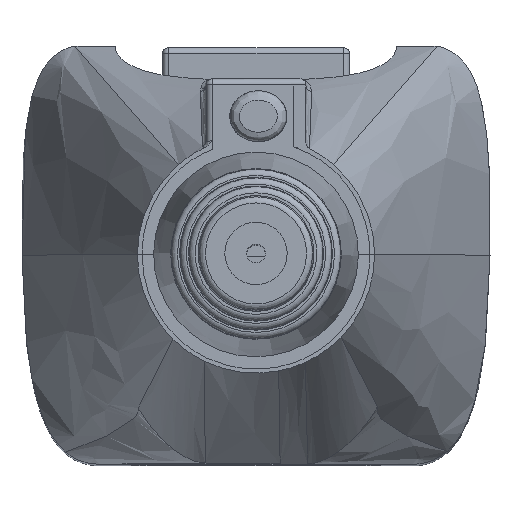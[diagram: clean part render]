
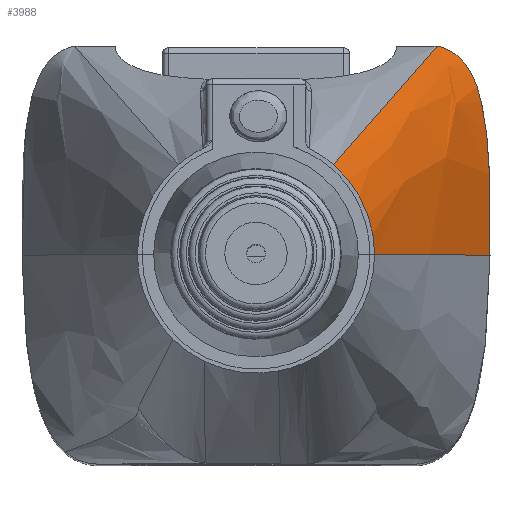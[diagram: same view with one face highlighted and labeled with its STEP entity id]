
A CAD part, top view. The second image highlights one B-rep face of the part: STEP entity #3988.
In plain terms, the highlighted free-form (B-spline) face has degree [3, 3] with [7, 4] control points.
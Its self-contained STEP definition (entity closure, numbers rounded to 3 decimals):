
#356=CIRCLE('',#4273,19.);
#459=B_SPLINE_SURFACE_WITH_KNOTS('',3,3,((#9783,#9784,#9785,#9786),(#9787,
#9788,#9789,#9790),(#9791,#9792,#9793,#9794),(#9795,#9796,#9797,#9798),
(#9799,#9800,#9801,#9802),(#9803,#9804,#9805,#9806),(#9807,#9808,#9809,
#9810)),.UNSPECIFIED.,.F.,.F.,.F.,(4,1,2,4),(4,4),(0.,0.228,
0.379,0.449),(0.,1.),.UNSPECIFIED.);
#672=FACE_OUTER_BOUND('',#932,.T.);
#932=EDGE_LOOP('',(#3631,#3632,#3633,#3634));
#1097=B_SPLINE_CURVE_WITH_KNOTS('',3,(#7966,#7967,#7968,#7969,#7970,#7971,
#7972,#7973),.UNSPECIFIED.,.F.,.F.,(4,2,2,4),(-6.579,-4.728,
-3.14,0.),.UNSPECIFIED.);
#1171=B_SPLINE_CURVE_WITH_KNOTS('',3,(#9754,#9755,#9756,#9757,#9758,#9759,
#9760),.UNSPECIFIED.,.F.,.F.,(4,1,2,4),(0.,0.228,0.379,
0.407),.UNSPECIFIED.);
#1388=LINE('',#9733,#1606);
#1606=VECTOR('',#5171,66.967);
#1781=VERTEX_POINT('',#7963);
#1782=VERTEX_POINT('',#7965);
#1871=VERTEX_POINT('',#8577);
#1903=VERTEX_POINT('',#9005);
#2243=EDGE_CURVE('',#1782,#1781,#1097,.T.);
#2440=EDGE_CURVE('',#1903,#1782,#356,.T.);
#2513=EDGE_CURVE('',#1903,#1871,#1388,.T.);
#2514=EDGE_CURVE('',#1871,#1781,#1171,.T.);
#3631=ORIENTED_EDGE('',*,*,#2243,.T.);
#3632=ORIENTED_EDGE('',*,*,#2514,.F.);
#3633=ORIENTED_EDGE('',*,*,#2513,.F.);
#3634=ORIENTED_EDGE('',*,*,#2440,.T.);
#3988=ADVANCED_FACE('',(#672),#459,.T.);
#4273=AXIS2_PLACEMENT_3D('',#9006,#5061,#5062);
#5061=DIRECTION('center_axis',(0.,0.,-1.));
#5062=DIRECTION('ref_axis',(-1.,0.,0.));
#5171=DIRECTION('',(0.248,0.285,-0.926));
#7963=CARTESIAN_POINT('',(37.483,0.,0.));
#7965=CARTESIAN_POINT('',(19.,0.,62.));
#7966=CARTESIAN_POINT('Ctrl Pts',(19.,0.,62.));
#7967=CARTESIAN_POINT('Ctrl Pts',(20.073,0.,
58.382));
#7968=CARTESIAN_POINT('Ctrl Pts',(21.79,0.,
52.588));
#7969=CARTESIAN_POINT('Ctrl Pts',(25.146,0.,
41.295));
#7970=CARTESIAN_POINT('Ctrl Pts',(26.681,0.,
36.143));
#7971=CARTESIAN_POINT('Ctrl Pts',(31.258,0.,
20.799));
#7972=CARTESIAN_POINT('Ctrl Pts',(34.481,0.,10.025));
#7973=CARTESIAN_POINT('Ctrl Pts',(37.483,0.,0.));
#8577=CARTESIAN_POINT('',(29.,33.5,0.));
#9005=CARTESIAN_POINT('',(12.413,14.385,62.));
#9006=CARTESIAN_POINT('Origin',(0.,0.,62.));
#9733=CARTESIAN_POINT('',(12.413,14.385,62.));
#9754=CARTESIAN_POINT('Ctrl Pts',(29.,33.5,0.));
#9755=CARTESIAN_POINT('Ctrl Pts',(34.1,32.546,0.));
#9756=CARTESIAN_POINT('Ctrl Pts',(37.5,23.077,0.));
#9757=CARTESIAN_POINT('Ctrl Pts',(37.5,8.675,0.));
#9758=CARTESIAN_POINT('Ctrl Pts',(37.5,1.981,0.));
#9759=CARTESIAN_POINT('Ctrl Pts',(37.494,0.981,0.));
#9760=CARTESIAN_POINT('Ctrl Pts',(37.483,0.,
0.));
#9783=CARTESIAN_POINT('Ctrl Pts',(12.413,14.385,62.));
#9784=CARTESIAN_POINT('Ctrl Pts',(17.942,20.756,41.333));
#9785=CARTESIAN_POINT('Ctrl Pts',(23.471,27.128,20.667));
#9786=CARTESIAN_POINT('Ctrl Pts',(29.,33.5,0.));
#9787=CARTESIAN_POINT('Ctrl Pts',(14.364,12.701,62.));
#9788=CARTESIAN_POINT('Ctrl Pts',(20.941,19.314,41.333));
#9789=CARTESIAN_POINT('Ctrl Pts',(27.523,25.934,20.667));
#9790=CARTESIAN_POINT('Ctrl Pts',(34.1,32.546,0.));
#9791=CARTESIAN_POINT('Ctrl Pts',(17.233,9.013,62.));
#9792=CARTESIAN_POINT('Ctrl Pts',(23.989,13.701,41.333));
#9793=CARTESIAN_POINT('Ctrl Pts',(30.744,18.389,20.667));
#9794=CARTESIAN_POINT('Ctrl Pts',(37.5,23.077,0.));
#9795=CARTESIAN_POINT('Ctrl Pts',(18.57,4.432,62.));
#9796=CARTESIAN_POINT('Ctrl Pts',(24.88,5.846,41.333));
#9797=CARTESIAN_POINT('Ctrl Pts',(31.19,7.26,20.667));
#9798=CARTESIAN_POINT('Ctrl Pts',(37.5,8.675,0.));
#9799=CARTESIAN_POINT('Ctrl Pts',(18.942,1.719,62.));
#9800=CARTESIAN_POINT('Ctrl Pts',(25.128,1.274,41.333));
#9801=CARTESIAN_POINT('Ctrl Pts',(31.314,0.83,20.667));
#9802=CARTESIAN_POINT('Ctrl Pts',(37.5,0.385,0.));
#9803=CARTESIAN_POINT('Ctrl Pts',(19.,0.857,62.));
#9804=CARTESIAN_POINT('Ctrl Pts',(25.154,-0.13,41.333));
#9805=CARTESIAN_POINT('Ctrl Pts',(31.309,-1.118,20.667));
#9806=CARTESIAN_POINT('Ctrl Pts',(37.464,-2.105,0.));
#9807=CARTESIAN_POINT('Ctrl Pts',(19.,0.,62.));
#9808=CARTESIAN_POINT('Ctrl Pts',(25.128,-1.488,41.333));
#9809=CARTESIAN_POINT('Ctrl Pts',(31.257,-2.976,20.667));
#9810=CARTESIAN_POINT('Ctrl Pts',(37.385,-4.464,0.));
